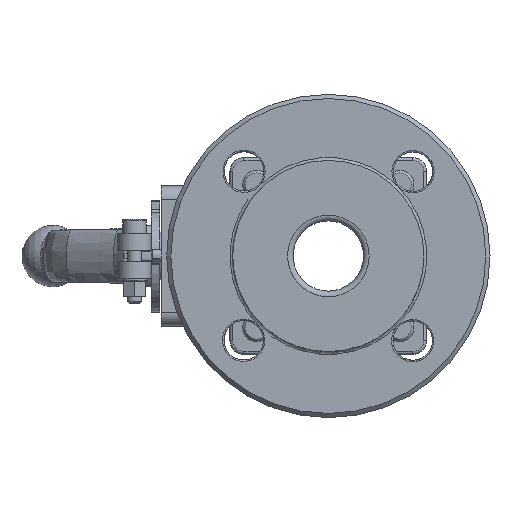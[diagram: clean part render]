
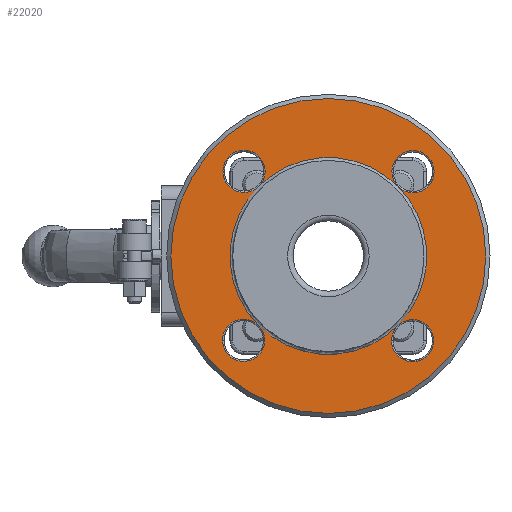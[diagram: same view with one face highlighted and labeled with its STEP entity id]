
A CAD part, left-side view. The second image highlights one B-rep face of the part: STEP entity #22020.
In plain terms, the highlighted planar face has unit normal (-1, 0, 0).
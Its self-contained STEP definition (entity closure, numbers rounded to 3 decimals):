
#665 = VERTEX_POINT ( 'NONE', #7961 ) ;
#957 = EDGE_CURVE ( 'NONE', #39461, #39461, #48087, .T. ) ;
#996 = CIRCLE ( 'NONE', #1846, 7.5 ) ;
#1595 = EDGE_CURVE ( 'NONE', #48755, #48755, #996, .T. ) ;
#1846 = AXIS2_PLACEMENT_3D ( 'NONE', #13758, #9064, #46794 ) ;
#2166 = DIRECTION ( 'NONE',  ( -1., 0., 0. ) ) ;
#2906 = CARTESIAN_POINT ( 'NONE',  ( 2., -24.695, -24.803 ) ) ;
#3457 = EDGE_CURVE ( 'NONE', #39461, #48755, #17539, .T. ) ;
#3838 = ORIENTED_EDGE ( 'NONE', *, *, #34803, .F. ) ;
#4986 = ORIENTED_EDGE ( 'NONE', *, *, #32792, .T. ) ;
#5611 = DIRECTION ( 'NONE',  ( 1., 0., 0. ) ) ;
#5660 = CIRCLE ( 'NONE', #26670, 7.5 ) ;
#5996 = CARTESIAN_POINT ( 'NONE',  ( 2., 45., 0. ) ) ;
#7622 = CIRCLE ( 'NONE', #24256, 35. ) ;
#7961 = CARTESIAN_POINT ( 'NONE',  ( 2., -24.803, 24.695 ) ) ;
#8366 = DIRECTION ( 'NONE',  ( 1., 0., 0. ) ) ;
#8497 = ORIENTED_EDGE ( 'NONE', *, *, #9042, .F. ) ;
#8524 = ORIENTED_EDGE ( 'NONE', *, *, #53596, .F. ) ;
#8607 = CARTESIAN_POINT ( 'NONE',  ( 2., 0., 0. ) ) ;
#9042 = EDGE_CURVE ( 'NONE', #48755, #665, #7622, .T. ) ;
#9064 = DIRECTION ( 'NONE',  ( 1., 0., 0. ) ) ;
#9802 = CIRCLE ( 'NONE', #15084, 35. ) ;
#10275 = CARTESIAN_POINT ( 'NONE',  ( 2., -30.118, 29.986 ) ) ;
#10650 = CARTESIAN_POINT ( 'NONE',  ( 2., 30.118, -29.986 ) ) ;
#11914 = VERTEX_POINT ( 'NONE', #28089 ) ;
#12003 = AXIS2_PLACEMENT_3D ( 'NONE', #5996, #2166, #51062 ) ;
#12514 = CARTESIAN_POINT ( 'NONE',  ( 2., 0., 0. ) ) ;
#13065 = DIRECTION ( 'NONE',  ( 0., -1., 0. ) ) ;
#13758 = CARTESIAN_POINT ( 'NONE',  ( 2., -29.986, -30.118 ) ) ;
#14918 = AXIS2_PLACEMENT_3D ( 'NONE', #10650, #44234, #43960 ) ;
#15084 = AXIS2_PLACEMENT_3D ( 'NONE', #33957, #50596, #29851 ) ;
#17539 = CIRCLE ( 'NONE', #39305, 35. ) ;
#18350 = ORIENTED_EDGE ( 'NONE', *, *, #41483, .T. ) ;
#19014 = CARTESIAN_POINT ( 'NONE',  ( 2., 0., 0. ) ) ;
#19240 = AXIS2_PLACEMENT_3D ( 'NONE', #10275, #5611, #31053 ) ;
#20920 = CIRCLE ( 'NONE', #27041, 35. ) ;
#21492 = EDGE_LOOP ( 'NONE', ( #3838 ) ) ;
#21572 = CARTESIAN_POINT ( 'NONE',  ( 2., 0., 0. ) ) ;
#22020 = ADVANCED_FACE ( 'NONE', ( #22995, #34432 ), #51612, .T. ) ;
#22995 = FACE_OUTER_BOUND ( 'NONE', #21492, .T. ) ;
#24256 = AXIS2_PLACEMENT_3D ( 'NONE', #21572, #38974, #47206 ) ;
#25321 = DIRECTION ( 'NONE',  ( 1., 0., 0. ) ) ;
#25392 = DIRECTION ( 'NONE',  ( -1., 0., 0. ) ) ;
#26670 = AXIS2_PLACEMENT_3D ( 'NONE', #32448, #8366, #38134 ) ;
#27041 = AXIS2_PLACEMENT_3D ( 'NONE', #12514, #25392, #13065 ) ;
#27890 = VERTEX_POINT ( 'NONE', #35212 ) ;
#28089 = CARTESIAN_POINT ( 'NONE',  ( 2., 56., 0. ) ) ;
#28934 = CARTESIAN_POINT ( 'NONE',  ( 2., 24.803, -24.695 ) ) ;
#28978 = ORIENTED_EDGE ( 'NONE', *, *, #38858, .F. ) ;
#29851 = DIRECTION ( 'NONE',  ( 0., -1., 0. ) ) ;
#31053 = DIRECTION ( 'NONE',  ( 0., 0., 1. ) ) ;
#31290 = DIRECTION ( 'NONE',  ( 0., -1., 0. ) ) ;
#32448 = CARTESIAN_POINT ( 'NONE',  ( 2., 29.986, 30.118 ) ) ;
#32792 = EDGE_CURVE ( 'NONE', #665, #665, #39259, .T. ) ;
#33957 = CARTESIAN_POINT ( 'NONE',  ( 2., 0., 0. ) ) ;
#34432 = FACE_BOUND ( 'NONE', #43379, .T. ) ;
#34803 = EDGE_CURVE ( 'NONE', #11914, #11914, #41877, .T. ) ;
#34816 = ORIENTED_EDGE ( 'NONE', *, *, #3457, .F. ) ;
#35212 = CARTESIAN_POINT ( 'NONE',  ( 2., 24.695, 24.803 ) ) ;
#36181 = ORIENTED_EDGE ( 'NONE', *, *, #1595, .T. ) ;
#37826 = DIRECTION ( 'NONE',  ( 0., 1., 0. ) ) ;
#38134 = DIRECTION ( 'NONE',  ( 0., 0., 1. ) ) ;
#38858 = EDGE_CURVE ( 'NONE', #27890, #39461, #9802, .T. ) ;
#38974 = DIRECTION ( 'NONE',  ( -1., 0., 0. ) ) ;
#39130 = ORIENTED_EDGE ( 'NONE', *, *, #957, .T. ) ;
#39259 = CIRCLE ( 'NONE', #19240, 7.5 ) ;
#39305 = AXIS2_PLACEMENT_3D ( 'NONE', #19014, #52297, #31290 ) ;
#39461 = VERTEX_POINT ( 'NONE', #28934 ) ;
#41483 = EDGE_CURVE ( 'NONE', #27890, #27890, #5660, .T. ) ;
#41877 = CIRCLE ( 'NONE', #49757, 56. ) ;
#43379 = EDGE_LOOP ( 'NONE', ( #8497, #36181, #34816, #39130, #28978, #18350, #8524, #4986 ) ) ;
#43960 = DIRECTION ( 'NONE',  ( 0., 0., 1. ) ) ;
#44234 = DIRECTION ( 'NONE',  ( 1., 0., 0. ) ) ;
#46794 = DIRECTION ( 'NONE',  ( 0., 0., 1. ) ) ;
#47206 = DIRECTION ( 'NONE',  ( 0., -1., 0. ) ) ;
#48087 = CIRCLE ( 'NONE', #14918, 7.5 ) ;
#48755 = VERTEX_POINT ( 'NONE', #2906 ) ;
#49757 = AXIS2_PLACEMENT_3D ( 'NONE', #8607, #25321, #37826 ) ;
#50596 = DIRECTION ( 'NONE',  ( -1., 0., 0. ) ) ;
#51062 = DIRECTION ( 'NONE',  ( 0., 0., 1. ) ) ;
#51612 = PLANE ( 'NONE',  #12003 ) ;
#52297 = DIRECTION ( 'NONE',  ( -1., 0., 0. ) ) ;
#53596 = EDGE_CURVE ( 'NONE', #665, #27890, #20920, .T. ) ;
